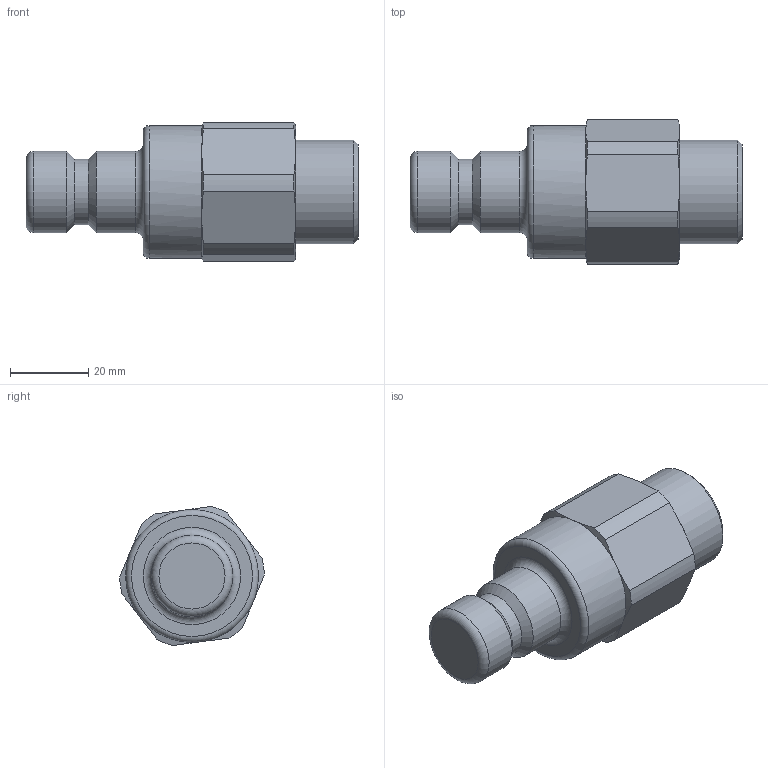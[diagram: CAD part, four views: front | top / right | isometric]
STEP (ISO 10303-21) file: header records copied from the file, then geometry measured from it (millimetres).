
FILE_DESCRIPTION((''),'2;1');
FILE_NAME('57sbaw26mpn.stp','2013-08-05T11:09:55',('IA176480'),(''),'Autodesk Inventor 2013','Autodesk Inventor 2013','');
FILE_SCHEMA(('AUTOMOTIVE_DESIGN { 1 0 10303 214 1 1 1 1 }'));
Length unit declared in the file: millimetre
Products named in the file (1): D107539
Bounding box: 85 x 37 x 35.61 mm (x, y, z)
Volume: 55574.3 mm3; surface area: 9355.4 mm2
Topology: 1 solids, 1 shells, 39 faces, 85 edges, 50 vertices
Faces by surface type: cone 15, cylinder 11, plane 10, torus 3
Full cylindrical faces by diameter (mm): 16.8 x1, 20.9 x2, 26.44 x1, 34 x1
Entity records: 1040 total; most frequent: CARTESIAN_POINT 210, DIRECTION 166, ORIENTED_EDGE 146, AXIS2_PLACEMENT_3D 77, EDGE_CURVE 73, EDGE_LOOP 52, VERTEX_POINT 49, STYLED_ITEM 40
